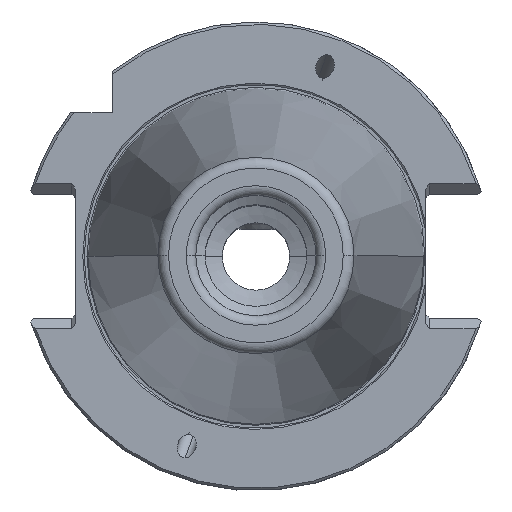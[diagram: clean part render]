
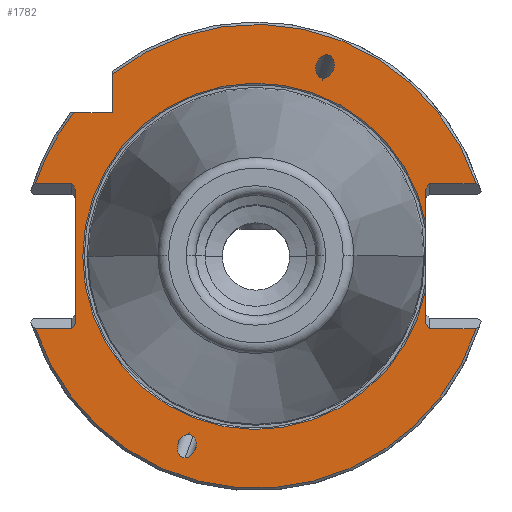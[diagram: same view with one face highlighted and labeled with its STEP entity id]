
A CAD part, top view. The second image highlights one B-rep face of the part: STEP entity #1782.
In plain terms, the highlighted planar face has unit normal (0, 0, 1).
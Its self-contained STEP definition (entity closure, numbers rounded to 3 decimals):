
#946=VERTEX_POINT('NONE',#2767);
#956=VERTEX_POINT('NONE',#2779);
#974=EDGE_CURVE('NONE',#956,#1362,#2799,.T.);
#986=EDGE_CURVE('NONE',#1300,#1028,#2812,.T.);
#994=EDGE_CURVE('NONE',#2520,#2588,#2822,.T.);
#1004=EDGE_CURVE('NONE',#2188,#2058,#2833,.T.);
#1016=VERTEX_POINT('NONE',#2846);
#1028=VERTEX_POINT('NONE',#2859);
#1256=VERTEX_POINT('NONE',#3125);
#1264=VERTEX_POINT('NONE',#3133);
#1292=EDGE_CURVE('NONE',#2236,#2602,#3163,.T.);
#1300=VERTEX_POINT('NONE',#3171);
#1312=EDGE_CURVE('NONE',#2604,#2520,#3183,.T.);
#1324=EDGE_CURVE('NONE',#1482,#2542,#3197,.T.);
#1328=EDGE_CURVE('NONE',#1256,#2588,#3201,.T.);
#1362=VERTEX_POINT('NONE',#3239);
#1426=VERTEX_POINT('NONE',#3312);
#1482=VERTEX_POINT('NONE',#3373);
#1556=EDGE_CURVE('NONE',#946,#1426,#3457,.T.);
#1570=EDGE_CURVE('NONE',#1482,#1016,#3471,.T.);
#1672=VERTEX_POINT('NONE',#3586);
#1686=EDGE_CURVE('NONE',#1672,#2726,#3600,.T.);
#1724=VERTEX_POINT('NONE',#3643);
#1782=ADVANCED_FACE('NONE',(#3705,#3706,#3707),#3708,.F.);
#1904=EDGE_CURVE('NONE',#2166,#1264,#3844,.T.);
#1936=EDGE_CURVE('NONE',#2236,#1028,#3880,.T.);
#1940=EDGE_CURVE('NONE',#1724,#2166,#3884,.T.);
#1978=EDGE_CURVE('NONE',#1016,#1362,#3926,.T.);
#1996=EDGE_CURVE('NONE',#2726,#1672,#3947,.T.);
#1998=EDGE_CURVE('NONE',#2542,#2604,#3949,.T.);
#2050=EDGE_CURVE('NONE',#1426,#946,#4006,.T.);
#2058=VERTEX_POINT('NONE',#4014);
#2166=VERTEX_POINT('NONE',#4134);
#2188=VERTEX_POINT('NONE',#4159);
#2236=VERTEX_POINT('NONE',#4210);
#2288=EDGE_CURVE('NONE',#1300,#2058,#4267,.T.);
#2518=EDGE_CURVE('NONE',#2188,#1256,#4524,.T.);
#2520=VERTEX_POINT('NONE',#4526);
#2528=EDGE_CURVE('NONE',#1264,#956,#4534,.T.);
#2542=VERTEX_POINT('NONE',#4548);
#2588=VERTEX_POINT('NONE',#4601);
#2602=VERTEX_POINT('NONE',#4615);
#2604=VERTEX_POINT('NONE',#4617);
#2676=EDGE_CURVE('NONE',#1724,#2602,#4695,.T.);
#2726=VERTEX_POINT('NONE',#4749);
#2767=CARTESIAN_POINT('',(-14.702,-41.887,-1.5));
#2779=CARTESIAN_POINT('',(35.3,-13.989,-1.5));
#2799=LINE('',#4872,#4873);
#2812=LINE('',#4889,#4890);
#2822=CIRCLE('',#4903,48.225);
#2833=CIRCLE('',#4915,48.225);
#2846=CARTESIAN_POINT('',(-36.0,0.,-1.5));
#2859=CARTESIAN_POINT('',(-37.5,13.989,-1.5));
#3125=CARTESIAN_POINT('',(-29.85,29.85,-1.5));
#3133=CARTESIAN_POINT('',(36.05,-15.05,-1.5));
#3163=LINE('',#5470,#5471);
#3171=CARTESIAN_POINT('',(-38.25,15.05,-1.5));
#3183=LINE('',#5517,#5518);
#3197=LINE('',#5537,#5538);
#3201=LINE('',#5544,#5545);
#3239=CARTESIAN_POINT('',(35.3,-7.065,-1.5));
#3312=CARTESIAN_POINT('',(-14.027,-37.047,-1.5));
#3373=CARTESIAN_POINT('',(35.3,7.065,-1.5));
#3457=(B_SPLINE_CURVE(3,(#5907,#5908,#5909,#5910),.UNSPECIFIED.,.F.,.F.)B_SPLINE_CURVE_WITH_KNOTS((4,4),(6.011,9.153),.UNSPECIFIED.)RATIONAL_B_SPLINE_CURVE((1.0,0.333,0.333,1.0))BOUNDED_CURVE()REPRESENTATION_ITEM('')GEOMETRIC_REPRESENTATION_ITEM()CURVE());
#3471=CIRCLE('',#5947,36.0);
#3586=CARTESIAN_POINT('',(14.027,37.047,-1.5));
#3600=(B_SPLINE_CURVE(3,(#6172,#6173,#6174,#6175),.UNSPECIFIED.,.F.,.F.)B_SPLINE_CURVE_WITH_KNOTS((4,4),(2.87,6.011),.UNSPECIFIED.)RATIONAL_B_SPLINE_CURVE((1.0,0.333,0.333,1.0))BOUNDED_CURVE()REPRESENTATION_ITEM('')GEOMETRIC_REPRESENTATION_ITEM()CURVE());
#3643=CARTESIAN_POINT('',(-45.816,-15.05,-1.5));
#3705=FACE_OUTER_BOUND('',#6342,.T.);
#3706=FACE_BOUND('',#6343,.T.);
#3707=FACE_BOUND('',#6344,.T.);
#3708=PLANE('',#6345);
#3844=LINE('',#6593,#6594);
#3880=LINE('',#6642,#6643);
#3884=CIRCLE('',#6649,48.225);
#3926=CIRCLE('',#6720,36.0);
#3947=(B_SPLINE_CURVE(3,(#6754,#6755,#6756,#6757),.UNSPECIFIED.,.F.,.F.)B_SPLINE_CURVE_WITH_KNOTS((4,4),(6.011,9.153),.UNSPECIFIED.)RATIONAL_B_SPLINE_CURVE((1.0,0.333,0.333,1.0))BOUNDED_CURVE()REPRESENTATION_ITEM('')GEOMETRIC_REPRESENTATION_ITEM()CURVE());
#3949=LINE('',#6766,#6767);
#4006=(B_SPLINE_CURVE(3,(#6880,#6881,#6882,#6883),.UNSPECIFIED.,.F.,.F.)B_SPLINE_CURVE_WITH_KNOTS((4,4),(2.87,6.011),.UNSPECIFIED.)RATIONAL_B_SPLINE_CURVE((1.0,0.333,0.333,1.0))BOUNDED_CURVE()REPRESENTATION_ITEM('')GEOMETRIC_REPRESENTATION_ITEM()CURVE());
#4014=CARTESIAN_POINT('',(-45.816,15.05,-1.5));
#4134=CARTESIAN_POINT('',(45.816,-15.05,-1.5));
#4159=CARTESIAN_POINT('',(-37.876,29.85,-1.5));
#4210=CARTESIAN_POINT('',(-37.5,-13.989,-1.5));
#4267=LINE('',#7316,#7317);
#4524=LINE('',#7709,#7710);
#4526=CARTESIAN_POINT('',(45.816,15.05,-1.5));
#4534=LINE('',#7725,#7726);
#4548=CARTESIAN_POINT('',(35.3,13.989,-1.5));
#4601=CARTESIAN_POINT('',(-29.85,37.876,-1.5));
#4615=CARTESIAN_POINT('',(-38.25,-15.05,-1.5));
#4617=CARTESIAN_POINT('',(36.05,15.05,-1.5));
#4695=LINE('',#8014,#8015);
#4749=CARTESIAN_POINT('',(14.702,41.887,-1.5));
#4872=CARTESIAN_POINT('',(35.3,-35.144,-1.5));
#4873=VECTOR('',#8144,1000.0);
#4889=CARTESIAN_POINT('',(-1.838,-36.444,-1.5));
#4890=VECTOR('',#8153,1000.0);
#4903=AXIS2_PLACEMENT_3D('',#8172,#8173,#8174);
#4915=AXIS2_PLACEMENT_3D('',#8183,#8184,#8185);
#5470=CARTESIAN_POINT('',(-34.972,-10.415,-1.5));
#5471=VECTOR('',#8643,1000.0);
#5517=CARTESIAN_POINT('',(0.,15.05,-1.5));
#5518=VECTOR('',#8652,1000.0);
#5537=CARTESIAN_POINT('',(35.3,-35.144,-1.5));
#5538=VECTOR('',#8668,1000.0);
#5544=CARTESIAN_POINT('',(-29.85,29.85,-1.5));
#5545=VECTOR('',#8672,1000.0);
#5907=CARTESIAN_POINT('',(-14.702,-41.887,-1.5));
#5908=CARTESIAN_POINT('',(-18.598,-41.887,-1.5));
#5909=CARTESIAN_POINT('',(-17.923,-37.047,-1.5));
#5910=CARTESIAN_POINT('',(-14.027,-37.047,-1.5));
#5947=AXIS2_PLACEMENT_3D('',#9007,#9008,#9009);
#6172=CARTESIAN_POINT('',(14.027,37.047,-1.5));
#6173=CARTESIAN_POINT('',(10.132,37.047,-1.5));
#6174=CARTESIAN_POINT('',(10.807,41.887,-1.5));
#6175=CARTESIAN_POINT('',(14.702,41.887,-1.5));
#6342=EDGE_LOOP('',(#9262,#9263,#9264,#9265,#9266,#9267,#9268,#9269,#9270,#9271,#9272,#9273,#9274,#9275,#9276,#9277,#9278,#9279));
#6343=EDGE_LOOP('',(#9280,#9281));
#6344=EDGE_LOOP('',(#9282,#9283));
#6345=AXIS2_PLACEMENT_3D('',#9284,#9285,#9286);
#6593=CARTESIAN_POINT('',(0.,-15.05,-1.5));
#6594=VECTOR('',#9430,1000.0);
#6642=CARTESIAN_POINT('',(-37.5,-35.144,-1.5));
#6643=VECTOR('',#9487,1000.0);
#6649=AXIS2_PLACEMENT_3D('',#9491,#9492,#9493);
#6720=AXIS2_PLACEMENT_3D('',#9542,#9543,#9544);
#6754=CARTESIAN_POINT('',(14.702,41.887,-1.5));
#6755=CARTESIAN_POINT('',(18.598,41.887,-1.5));
#6756=CARTESIAN_POINT('',(17.923,37.047,-1.5));
#6757=CARTESIAN_POINT('',(14.027,37.047,-1.5));
#6766=CARTESIAN_POINT('',(0.372,-35.407,-1.5));
#6767=VECTOR('',#9566,1000.0);
#6880=CARTESIAN_POINT('',(-14.027,-37.047,-1.5));
#6881=CARTESIAN_POINT('',(-10.132,-37.047,-1.5));
#6882=CARTESIAN_POINT('',(-10.807,-41.887,-1.5));
#6883=CARTESIAN_POINT('',(-14.702,-41.887,-1.5));
#7316=CARTESIAN_POINT('',(0.,15.05,-1.5));
#7317=VECTOR('',#9884,1000.0);
#7709=CARTESIAN_POINT('',(-49.85,29.85,-1.5));
#7710=VECTOR('',#10170,1000.0);
#7725=CARTESIAN_POINT('',(33.506,-11.452,-1.5));
#7726=VECTOR('',#10178,1000.0);
#8014=CARTESIAN_POINT('',(0.,-15.05,-1.5));
#8015=VECTOR('',#10332,1000.0);
#8144=DIRECTION('',(0.,1.0,0.));
#8153=DIRECTION('',(0.577,-0.816,0.));
#8172=CARTESIAN_POINT('',(0.,0.,-1.5));
#8173=DIRECTION('',(0.,0.,1.0));
#8174=DIRECTION('',(1.0,0.,0.));
#8183=CARTESIAN_POINT('',(0.,0.,-1.5));
#8184=DIRECTION('',(0.,0.,1.0));
#8185=DIRECTION('',(1.0,0.,0.));
#8643=DIRECTION('',(-0.577,-0.816,0.));
#8652=DIRECTION('',(1.0,0.,0.));
#8668=DIRECTION('',(0.,1.0,0.));
#8672=DIRECTION('',(0.,1.0,0.));
#9007=CARTESIAN_POINT('',(0.,0.,-1.5));
#9008=DIRECTION('',(0.,0.,1.0));
#9009=DIRECTION('',(1.0,0.,0.));
#9262=ORIENTED_EDGE('',*,*,#2676,.F.);
#9263=ORIENTED_EDGE('',*,*,#1940,.T.);
#9264=ORIENTED_EDGE('',*,*,#1904,.T.);
#9265=ORIENTED_EDGE('',*,*,#2528,.T.);
#9266=ORIENTED_EDGE('',*,*,#974,.T.);
#9267=ORIENTED_EDGE('',*,*,#1978,.F.);
#9268=ORIENTED_EDGE('',*,*,#1570,.F.);
#9269=ORIENTED_EDGE('',*,*,#1324,.T.);
#9270=ORIENTED_EDGE('',*,*,#1998,.T.);
#9271=ORIENTED_EDGE('',*,*,#1312,.T.);
#9272=ORIENTED_EDGE('',*,*,#994,.T.);
#9273=ORIENTED_EDGE('',*,*,#1328,.F.);
#9274=ORIENTED_EDGE('',*,*,#2518,.F.);
#9275=ORIENTED_EDGE('',*,*,#1004,.T.);
#9276=ORIENTED_EDGE('',*,*,#2288,.F.);
#9277=ORIENTED_EDGE('',*,*,#986,.T.);
#9278=ORIENTED_EDGE('',*,*,#1936,.F.);
#9279=ORIENTED_EDGE('',*,*,#1292,.T.);
#9280=ORIENTED_EDGE('',*,*,#1556,.T.);
#9281=ORIENTED_EDGE('',*,*,#2050,.T.);
#9282=ORIENTED_EDGE('',*,*,#1996,.T.);
#9283=ORIENTED_EDGE('',*,*,#1686,.T.);
#9284=CARTESIAN_POINT('',(0.,-35.144,-1.5));
#9285=DIRECTION('',(0.,0.,-1.0));
#9286=DIRECTION('',(0.,-1.0,0.));
#9430=DIRECTION('',(-1.0,0.,0.));
#9487=DIRECTION('',(0.,1.0,0.));
#9491=CARTESIAN_POINT('',(0.,0.,-1.5));
#9492=DIRECTION('',(0.,0.,1.0));
#9493=DIRECTION('',(1.0,0.,0.));
#9542=CARTESIAN_POINT('',(0.,0.,-1.5));
#9543=DIRECTION('',(0.,0.,1.0));
#9544=DIRECTION('',(1.0,0.,0.));
#9566=DIRECTION('',(0.577,0.816,0.));
#9884=DIRECTION('',(-1.0,0.,0.));
#10170=DIRECTION('',(1.0,0.,0.));
#10178=DIRECTION('',(-0.577,0.816,0.));
#10332=DIRECTION('',(1.0,0.,0.));
